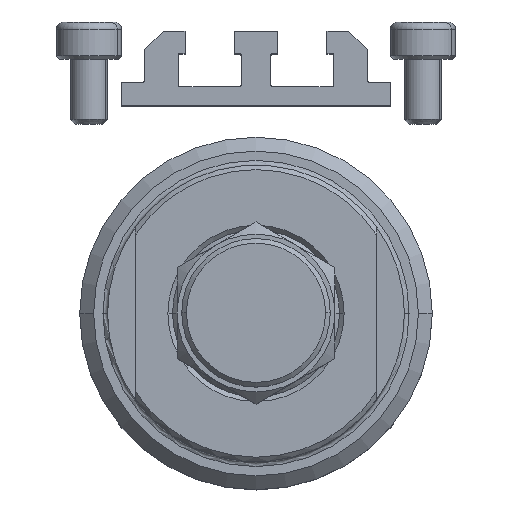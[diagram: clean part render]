
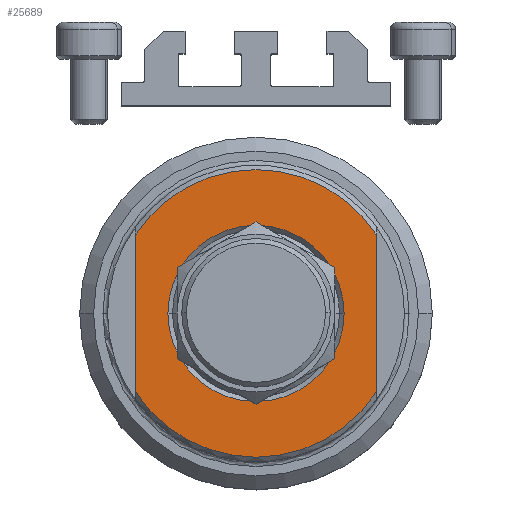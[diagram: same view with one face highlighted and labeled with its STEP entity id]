
A CAD part, top view. The second image highlights one B-rep face of the part: STEP entity #25689.
In plain terms, the highlighted face is planar.
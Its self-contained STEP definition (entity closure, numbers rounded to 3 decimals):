
#309 = VERTEX_POINT ( 'NONE', #37728 ) ;
#3266 = VERTEX_POINT ( 'NONE', #7324 ) ;
#3749 = ORIENTED_EDGE ( 'NONE', *, *, #14518, .T. ) ;
#4282 = VERTEX_POINT ( 'NONE', #25814 ) ;
#4326 = VECTOR ( 'NONE', #39234, 1000. ) ;
#5521 = AXIS2_PLACEMENT_3D ( 'NONE', #44540, #18115, #32692 ) ;
#6181 = FACE_BOUND ( 'NONE', #29527, .T. ) ;
#6854 = CIRCLE ( 'NONE', #48683, 15.5 ) ;
#7324 = CARTESIAN_POINT ( 'NONE',  ( 13., -8.441, -6.5 ) ) ;
#7825 = EDGE_CURVE ( 'NONE', #11961, #4282, #39658, .T. ) ;
#8298 = DIRECTION ( 'NONE',  ( 0., 0., -1. ) ) ;
#9278 = DIRECTION ( 'NONE',  ( 0., 0., 1. ) ) ;
#9880 = DIRECTION ( 'NONE',  ( 0., 0., -1. ) ) ;
#10126 = FACE_OUTER_BOUND ( 'NONE', #43865, .T. ) ;
#11961 = VERTEX_POINT ( 'NONE', #33989 ) ;
#12637 = CIRCLE ( 'NONE', #5521, 9.5 ) ;
#13508 = DIRECTION ( 'NONE',  ( -1., 0., 0. ) ) ;
#14518 = EDGE_CURVE ( 'NONE', #14806, #3266, #19932, .T. ) ;
#14806 = VERTEX_POINT ( 'NONE', #38399 ) ;
#15502 = EDGE_CURVE ( 'NONE', #309, #35473, #24172, .T. ) ;
#16974 = DIRECTION ( 'NONE',  ( 0., 0., -1. ) ) ;
#17305 = PLANE ( 'NONE',  #21011 ) ;
#18115 = DIRECTION ( 'NONE',  ( 0., 0., 1. ) ) ;
#19462 = AXIS2_PLACEMENT_3D ( 'NONE', #47359, #16974, #13508 ) ;
#19932 = LINE ( 'NONE', #21992, #28771 ) ;
#20668 = CARTESIAN_POINT ( 'NONE',  ( -13., -8.441, -6.5 ) ) ;
#21011 = AXIS2_PLACEMENT_3D ( 'NONE', #40031, #9880, #35829 ) ;
#21158 = CARTESIAN_POINT ( 'NONE',  ( 0., 0., -6.5 ) ) ;
#21992 = CARTESIAN_POINT ( 'NONE',  ( 13., -43.081, -6.5 ) ) ;
#24172 = LINE ( 'NONE', #45935, #4326 ) ;
#25285 = ORIENTED_EDGE ( 'NONE', *, *, #31201, .T. ) ;
#25689 = ADVANCED_FACE ( 'NONE', ( #6181, #10126 ), #17305, .T. ) ;
#25814 = CARTESIAN_POINT ( 'NONE',  ( -9.5, 0., -6.5 ) ) ;
#28298 = DIRECTION ( 'NONE',  ( -1., 0., 0. ) ) ;
#28771 = VECTOR ( 'NONE', #42416, 1000. ) ;
#29527 = EDGE_LOOP ( 'NONE', ( #37143, #35633 ) ) ;
#29742 = ORIENTED_EDGE ( 'NONE', *, *, #29957, .T. ) ;
#29957 = EDGE_CURVE ( 'NONE', #3266, #35473, #30491, .T. ) ;
#30491 = CIRCLE ( 'NONE', #19462, 15.5 ) ;
#31201 = EDGE_CURVE ( 'NONE', #309, #14806, #6854, .T. ) ;
#32692 = DIRECTION ( 'NONE',  ( -1., 0., 0. ) ) ;
#33989 = CARTESIAN_POINT ( 'NONE',  ( 9.5, 0., -6.5 ) ) ;
#34736 = DIRECTION ( 'NONE',  ( -1., 0., 0. ) ) ;
#35226 = CARTESIAN_POINT ( 'NONE',  ( 0., 0., -6.5 ) ) ;
#35473 = VERTEX_POINT ( 'NONE', #20668 ) ;
#35633 = ORIENTED_EDGE ( 'NONE', *, *, #7825, .T. ) ;
#35829 = DIRECTION ( 'NONE',  ( -1., 0., 0. ) ) ;
#36531 = AXIS2_PLACEMENT_3D ( 'NONE', #21158, #9278, #28298 ) ;
#37099 = ORIENTED_EDGE ( 'NONE', *, *, #15502, .F. ) ;
#37143 = ORIENTED_EDGE ( 'NONE', *, *, #42635, .T. ) ;
#37728 = CARTESIAN_POINT ( 'NONE',  ( -13., 8.441, -6.5 ) ) ;
#38399 = CARTESIAN_POINT ( 'NONE',  ( 13., 8.441, -6.5 ) ) ;
#39234 = DIRECTION ( 'NONE',  ( 0., -1., 0. ) ) ;
#39658 = CIRCLE ( 'NONE', #36531, 9.5 ) ;
#40031 = CARTESIAN_POINT ( 'NONE',  ( 0., 0., -6.5 ) ) ;
#42416 = DIRECTION ( 'NONE',  ( 0., -1., 0. ) ) ;
#42635 = EDGE_CURVE ( 'NONE', #4282, #11961, #12637, .T. ) ;
#43865 = EDGE_LOOP ( 'NONE', ( #25285, #3749, #29742, #37099 ) ) ;
#44540 = CARTESIAN_POINT ( 'NONE',  ( 0., 0., -6.5 ) ) ;
#45935 = CARTESIAN_POINT ( 'NONE',  ( -13., -43.081, -6.5 ) ) ;
#47359 = CARTESIAN_POINT ( 'NONE',  ( 0., 0., -6.5 ) ) ;
#48683 = AXIS2_PLACEMENT_3D ( 'NONE', #35226, #8298, #34736 ) ;
